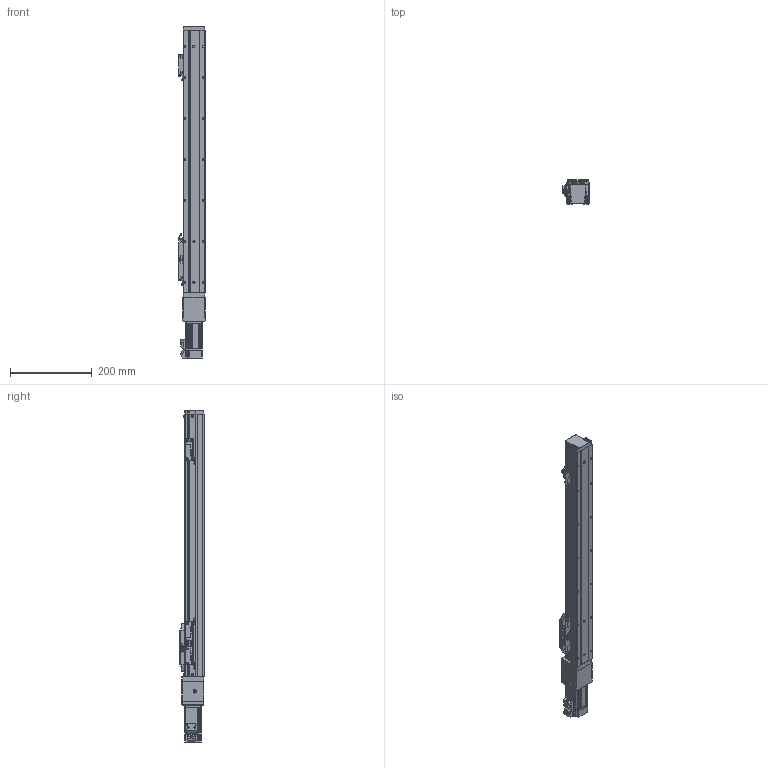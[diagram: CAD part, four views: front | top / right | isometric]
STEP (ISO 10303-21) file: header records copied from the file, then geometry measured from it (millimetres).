
FILE_DESCRIPTION (( 'STEP AP214' ), '1' );
FILE_NAME ('XSK5GT-L10-S500-O3-BC-T10-BC-C.STEP', '2019-10-21T05:41:25', ( 'Microsoft' ), ( 'Microsoft' ), 'SwSTEP 2.0', 'SolidWorks 2015', '' );
FILE_SCHEMA (( 'AUTOMOTIVE_DESIGN' ));
Length unit declared in the file: millimetre
Products named in the file (8): 100W侜督萇儂; GTHA5-覜茼ん嘐隅釱-1; GTHA5-覜茼ん嘐隅釱; GTHA5-覜茼え; GTHA5-BC-100W 萇儂釱; GTHA5-賑釱; GTHA5-菁釱_500; XSK5GT-L10-S500-O3-BC-T10-BC-C
Assembly tree (8 placements, depth 2):
  XSK5GT-L10-S500-O3-BC-T10-BC-C
    GTHA5-菁釱_500
    GTHA5-賑釱
    GTHA5-BC-100W 萇儂釱
    GTHA5-覜茼え
    GTHA5-覜茼ん嘐隅釱  x2
    GTHA5-覜茼ん嘐隅釱-1
    100W侜督萇儂
Bounding box: 64.95 x 60 x 810 mm (x, y, z)
Volume: 908606.9 mm3; surface area: 367210 mm2
Topology: 36 solids, 55 shells, 2298 faces, 5747 edges, 3592 vertices
Faces by surface type: plane 1246, cylinder 707, cone 226, torus 92, bspline 14, sphere 13
Entity records: 79387 total; most frequent: CARTESIAN_POINT 11221, DIRECTION 10517, ORIENTED_EDGE 9511, EDGE_CURVE 4902, AXIS2_PLACEMENT_3D 3696, LINE 3125, VECTOR 3125, VERTEX_POINT 3110
